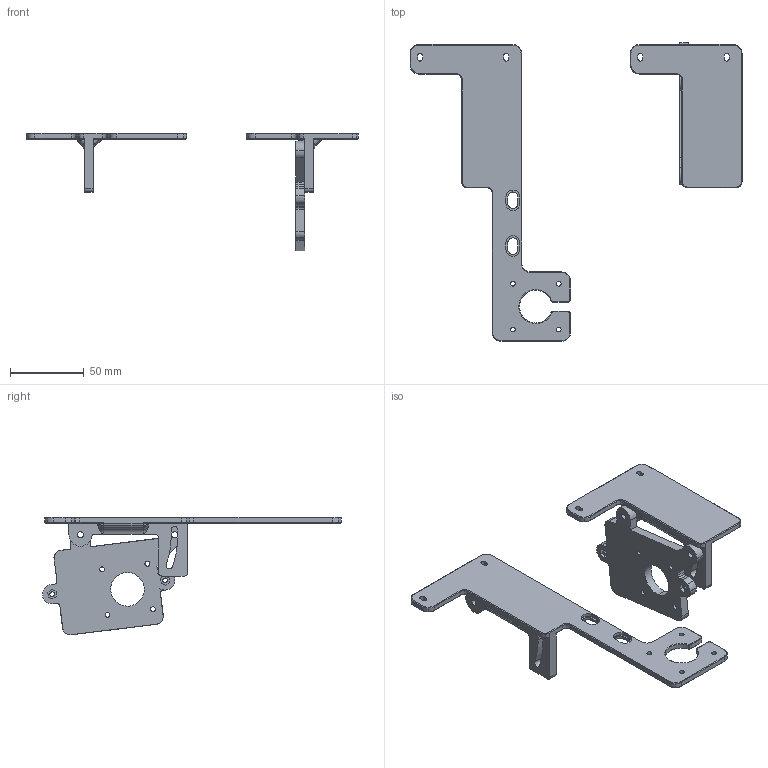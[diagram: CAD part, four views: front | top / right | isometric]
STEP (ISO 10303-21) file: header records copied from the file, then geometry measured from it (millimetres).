
FILE_DESCRIPTION(('STEP AP214'),'1');
FILE_NAME('Mark2AdjustableFeederMount.stp','2017-04-23T19:47:59',(' '),(' '),'Spatial InterOp 3D',' ',' ');
FILE_SCHEMA(('automotive_design'));
Length unit declared in the file: metre
Products named in the file (3): 1; 2; 3
Bounding box: 224.75 x 202.33 x 79.71 mm (x, y, z)
Volume: 89364 mm3; surface area: 46073.9 mm2
Topology: 3 solids, 3 shells, 431 faces, 1114 edges, 685 vertices
Faces by surface type: cylinder 184, plane 147, cone 84, sphere 8, torus 8
Entity records: 16766 total; most frequent: DIRECTION 2441, CARTESIAN_POINT 2329, ORIENTED_EDGE 2212, EDGE_CURVE 1106, AXIS2_PLACEMENT_3D 909, VERTEX_POINT 685, LINE 623, VECTOR 623
